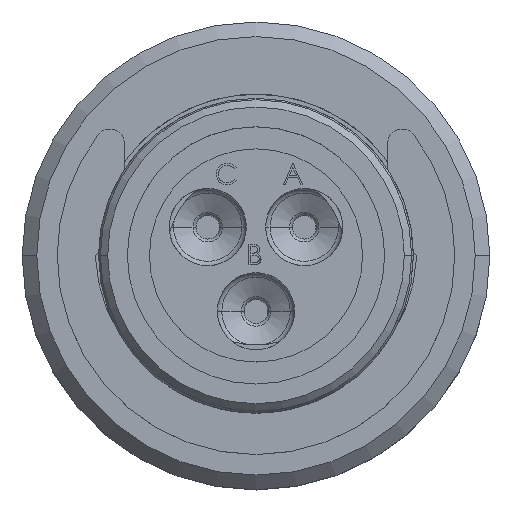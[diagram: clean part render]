
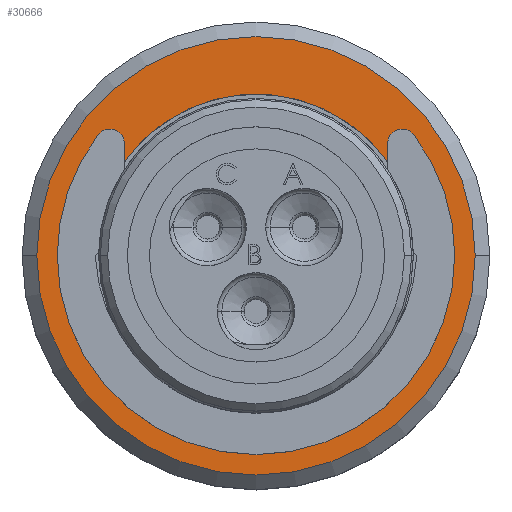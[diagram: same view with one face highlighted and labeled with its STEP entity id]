
A CAD part, top view. The second image highlights one B-rep face of the part: STEP entity #30666.
In plain terms, the highlighted planar face has unit normal (0, 0, 1).
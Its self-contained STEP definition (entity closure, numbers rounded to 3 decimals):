
#130 = AXIS2_PLACEMENT_3D ( 'NONE', #33016, #16174, #35809 ) ;
#342 = CIRCLE ( 'NONE', #17463, 0.5 ) ;
#1210 = CARTESIAN_POINT ( 'NONE',  ( 4.5, 2.179, -8.82 ) ) ;
#1963 = VERTEX_POINT ( 'NONE', #13357 ) ;
#2077 = CARTESIAN_POINT ( 'NONE',  ( -4.5, 2.179, -8.82 ) ) ;
#2189 = EDGE_CURVE ( 'NONE', #17708, #15246, #10666, .T. ) ;
#2237 = CARTESIAN_POINT ( 'NONE',  ( 4.5, 3.833, -8.82 ) ) ;
#2596 = EDGE_LOOP ( 'NONE', ( #3679, #19961, #9439, #35312, #22540, #7701, #12543, #6010 ) ) ;
#2690 = CARTESIAN_POINT ( 'NONE',  ( 0., 0., -8.82 ) ) ;
#2934 = DIRECTION ( 'NONE',  ( 0., 0., 1. ) ) ;
#3679 = ORIENTED_EDGE ( 'NONE', *, *, #12541, .F. ) ;
#3802 = CARTESIAN_POINT ( 'NONE',  ( 0., 0., -8.82 ) ) ;
#4025 = CARTESIAN_POINT ( 'NONE',  ( 6.8, 0., -8.82 ) ) ;
#4273 = CARTESIAN_POINT ( 'NONE',  ( -5., 3.833, -8.82 ) ) ;
#5520 = DIRECTION ( 'NONE',  ( 1., 0., 0. ) ) ;
#6010 = ORIENTED_EDGE ( 'NONE', *, *, #18233, .F. ) ;
#6519 = CARTESIAN_POINT ( 'NONE',  ( 4.5, 3.223, -8.82 ) ) ;
#6637 = DIRECTION ( 'NONE',  ( 1., 0., 0. ) ) ;
#6706 = VECTOR ( 'NONE', #21719, 1000. ) ;
#7103 = DIRECTION ( 'NONE',  ( 1., 0., 0. ) ) ;
#7114 = DIRECTION ( 'NONE',  ( 1., 0., 0. ) ) ;
#7234 = DIRECTION ( 'NONE',  ( 0., 0., 1. ) ) ;
#7510 = CARTESIAN_POINT ( 'NONE',  ( -5.397, 4.137, -8.82 ) ) ;
#7519 = LINE ( 'NONE', #1210, #21589 ) ;
#7665 = FACE_OUTER_BOUND ( 'NONE', #33600, .T. ) ;
#7701 = ORIENTED_EDGE ( 'NONE', *, *, #31592, .F. ) ;
#7928 = CIRCLE ( 'NONE', #23682, 7.5 ) ;
#8620 = CARTESIAN_POINT ( 'NONE',  ( 0., 0., -8.82 ) ) ;
#9324 = EDGE_CURVE ( 'NONE', #15246, #17708, #7928, .T. ) ;
#9404 = AXIS2_PLACEMENT_3D ( 'NONE', #16016, #35665, #18846 ) ;
#9439 = ORIENTED_EDGE ( 'NONE', *, *, #13505, .F. ) ;
#9934 = DIRECTION ( 'NONE',  ( 0., -1., 0. ) ) ;
#9959 = CIRCLE ( 'NONE', #130, 5.535 ) ;
#10164 = CARTESIAN_POINT ( 'NONE',  ( 5.397, 4.137, -8.82 ) ) ;
#10211 = DIRECTION ( 'NONE',  ( 0., 0., 1. ) ) ;
#10666 = CIRCLE ( 'NONE', #14190, 7.5 ) ;
#11217 = AXIS2_PLACEMENT_3D ( 'NONE', #12927, #32568, #15715 ) ;
#12300 = CIRCLE ( 'NONE', #26545, 6.8 ) ;
#12491 = CARTESIAN_POINT ( 'NONE',  ( -4.5, 3.833, -8.82 ) ) ;
#12541 = EDGE_CURVE ( 'NONE', #1963, #13401, #28207, .T. ) ;
#12543 = ORIENTED_EDGE ( 'NONE', *, *, #21095, .F. ) ;
#12849 = ORIENTED_EDGE ( 'NONE', *, *, #2189, .T. ) ;
#12927 = CARTESIAN_POINT ( 'NONE',  ( 5., 3.833, -8.82 ) ) ;
#13335 = VERTEX_POINT ( 'NONE', #6519 ) ;
#13357 = CARTESIAN_POINT ( 'NONE',  ( -4.5, 3.223, -8.82 ) ) ;
#13401 = VERTEX_POINT ( 'NONE', #12491 ) ;
#13505 = EDGE_CURVE ( 'NONE', #30488, #13335, #7519, .T. ) ;
#13602 = VERTEX_POINT ( 'NONE', #10164 ) ;
#14190 = AXIS2_PLACEMENT_3D ( 'NONE', #8620, #7234, #7114 ) ;
#14556 = CARTESIAN_POINT ( 'NONE',  ( -6.8, 0., -8.82 ) ) ;
#15246 = VERTEX_POINT ( 'NONE', #26842 ) ;
#15355 = EDGE_CURVE ( 'NONE', #30911, #13602, #32316, .T. ) ;
#15715 = DIRECTION ( 'NONE',  ( 1., 0., 0. ) ) ;
#16016 = CARTESIAN_POINT ( 'NONE',  ( 0., 0., -8.82 ) ) ;
#16174 = DIRECTION ( 'NONE',  ( 0., 0., -1. ) ) ;
#16185 = AXIS2_PLACEMENT_3D ( 'NONE', #19751, #2934, #22583 ) ;
#17463 = AXIS2_PLACEMENT_3D ( 'NONE', #4273, #23904, #7103 ) ;
#17708 = VERTEX_POINT ( 'NONE', #21783 ) ;
#18233 = EDGE_CURVE ( 'NONE', #13401, #26906, #342, .T. ) ;
#18846 = DIRECTION ( 'NONE',  ( 1., 0., 0. ) ) ;
#19198 = EDGE_CURVE ( 'NONE', #1963, #13335, #9959, .T. ) ;
#19751 = CARTESIAN_POINT ( 'NONE',  ( 0., 0., -8.82 ) ) ;
#19961 = ORIENTED_EDGE ( 'NONE', *, *, #19198, .T. ) ;
#20139 = EDGE_CURVE ( 'NONE', #13602, #30488, #28667, .T. ) ;
#21095 = EDGE_CURVE ( 'NONE', #26906, #29709, #12300, .T. ) ;
#21589 = VECTOR ( 'NONE', #9934, 1000. ) ;
#21719 = DIRECTION ( 'NONE',  ( 0., 1., 0. ) ) ;
#21783 = CARTESIAN_POINT ( 'NONE',  ( -7.5, 0., -8.82 ) ) ;
#22317 = DIRECTION ( 'NONE',  ( 0., 0., 1. ) ) ;
#22540 = ORIENTED_EDGE ( 'NONE', *, *, #15355, .F. ) ;
#22583 = DIRECTION ( 'NONE',  ( 1., 0., 0. ) ) ;
#22596 = FACE_BOUND ( 'NONE', #2596, .T. ) ;
#23442 = DIRECTION ( 'NONE',  ( 0., 0., 1. ) ) ;
#23682 = AXIS2_PLACEMENT_3D ( 'NONE', #2690, #22317, #5520 ) ;
#23904 = DIRECTION ( 'NONE',  ( 0., 0., 1. ) ) ;
#26545 = AXIS2_PLACEMENT_3D ( 'NONE', #3802, #23442, #6637 ) ;
#26842 = CARTESIAN_POINT ( 'NONE',  ( 7.5, 0., -8.82 ) ) ;
#26906 = VERTEX_POINT ( 'NONE', #7510 ) ;
#27008 = CARTESIAN_POINT ( 'NONE',  ( 0., 0., -8.82 ) ) ;
#27346 = ORIENTED_EDGE ( 'NONE', *, *, #9324, .T. ) ;
#28207 = LINE ( 'NONE', #2077, #6706 ) ;
#28667 = CIRCLE ( 'NONE', #11217, 0.5 ) ;
#29418 = AXIS2_PLACEMENT_3D ( 'NONE', #27008, #10211, #29825 ) ;
#29709 = VERTEX_POINT ( 'NONE', #14556 ) ;
#29825 = DIRECTION ( 'NONE',  ( 1., 0., 0. ) ) ;
#30488 = VERTEX_POINT ( 'NONE', #2237 ) ;
#30666 = ADVANCED_FACE ( 'NONE', ( #7665, #22596 ), #36404, .T. ) ;
#30911 = VERTEX_POINT ( 'NONE', #4025 ) ;
#31592 = EDGE_CURVE ( 'NONE', #29709, #30911, #31997, .T. ) ;
#31997 = CIRCLE ( 'NONE', #29418, 6.8 ) ;
#32316 = CIRCLE ( 'NONE', #9404, 6.8 ) ;
#32568 = DIRECTION ( 'NONE',  ( 0., 0., 1. ) ) ;
#33016 = CARTESIAN_POINT ( 'NONE',  ( 0., 0., -8.82 ) ) ;
#33600 = EDGE_LOOP ( 'NONE', ( #12849, #27346 ) ) ;
#35312 = ORIENTED_EDGE ( 'NONE', *, *, #20139, .F. ) ;
#35665 = DIRECTION ( 'NONE',  ( 0., 0., 1. ) ) ;
#35809 = DIRECTION ( 'NONE',  ( -1., 0., 0. ) ) ;
#36404 = PLANE ( 'NONE',  #16185 ) ;
